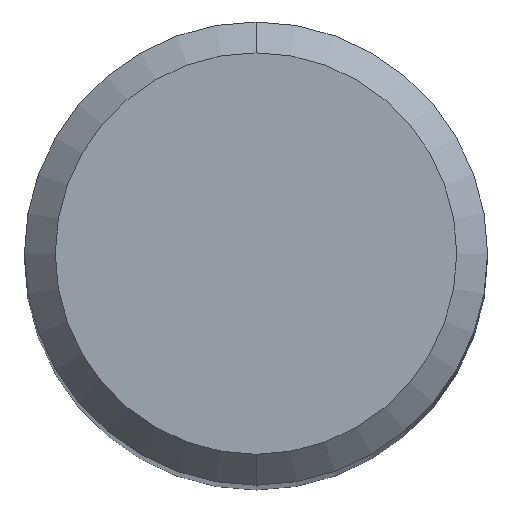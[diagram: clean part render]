
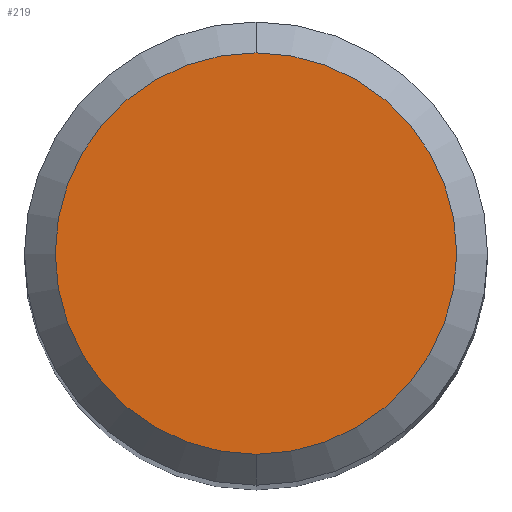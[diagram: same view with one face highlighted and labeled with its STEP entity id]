
A CAD part, top view. The second image highlights one B-rep face of the part: STEP entity #219.
In plain terms, the highlighted planar face has unit normal (0, 0, 1).
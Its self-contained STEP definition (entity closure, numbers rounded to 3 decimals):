
#109=VERTEX_POINT('',#258);
#195=EDGE_CURVE('',#209,#109,#355,.T.);
#197=EDGE_CURVE('',#109,#209,#357,.T.);
#209=VERTEX_POINT('',#369);
#219=ADVANCED_FACE('',(#379),#380,.T.);
#258=CARTESIAN_POINT('',(0.,-2.6,0.0));
#355=CIRCLE('',#536,2.6);
#357=CIRCLE('',#539,2.6);
#369=CARTESIAN_POINT('',(0.0,2.6,0.0));
#379=FACE_OUTER_BOUND('',#569,.T.);
#380=PLANE('',#570);
#536=AXIS2_PLACEMENT_3D('',#726,#727,#728);
#539=AXIS2_PLACEMENT_3D('',#729,#730,#731);
#569=EDGE_LOOP('',(#751,#752));
#570=AXIS2_PLACEMENT_3D('',#753,#754,#755);
#726=CARTESIAN_POINT('',(0.0,0.0,0.0));
#727=DIRECTION('',(0.0,0.0,-1.0));
#728=DIRECTION('',(0.0,1.0,0.0));
#729=CARTESIAN_POINT('',(0.0,0.0,0.0));
#730=DIRECTION('',(0.0,0.0,-1.0));
#731=DIRECTION('',(0.0,1.0,0.0));
#751=ORIENTED_EDGE('',*,*,#195,.F.);
#752=ORIENTED_EDGE('',*,*,#197,.F.);
#753=CARTESIAN_POINT('',(0.0,1.3,0.0));
#754=DIRECTION('',(-0.0,0.0,1.0));
#755=DIRECTION('',(0.0,-1.0,0.0));
